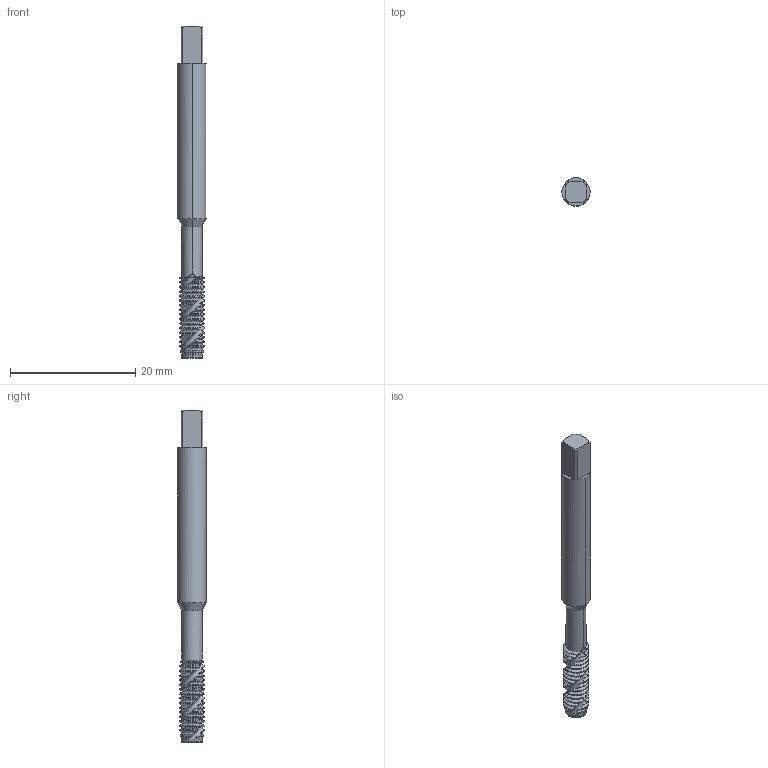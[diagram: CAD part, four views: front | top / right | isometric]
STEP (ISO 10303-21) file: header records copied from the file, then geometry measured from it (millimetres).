
FILE_DESCRIPTION(('no description'),'unknown implementation level');
FILE_NAME('solidP2_tCLSrVr4Z5v6gIRjyy9yJBMk_1.STP',' ',('CIM GmbH Aachen'),('CADClick - KiM GmbH - www.kimweb.de'),'unknown preprocess','ACIS','unknown authorization');
FILE_SCHEMA(('automotive_design'));
Length unit declared in the file: millimetre
Products named in the file (2): 1; 2
Bounding box: 4.5 x 4.5 x 53 mm (x, y, z)
Volume: 667 mm3; surface area: 1026.4 mm2
Topology: 2 solids, 2 shells, 309 faces, 857 edges, 550 vertices
Faces by surface type: cone 150, cylinder 136, plane 17, bspline 4, revolution 2
Entity records: 23928 total; most frequent: CARTESIAN_POINT 6885, STYLED_ITEM 1716, PRESENTATION_STYLE_ASSIGNMENT 1716, COLOUR_RGB 1716, ORIENTED_EDGE 1710, DIRECTION 1473, EDGE_CURVE 855, CURVE_STYLE 855
